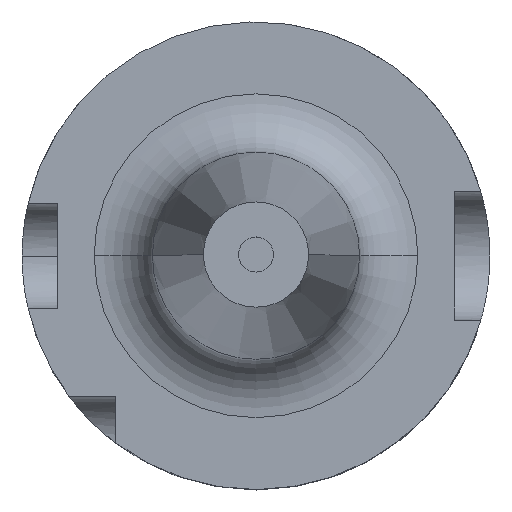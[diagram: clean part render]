
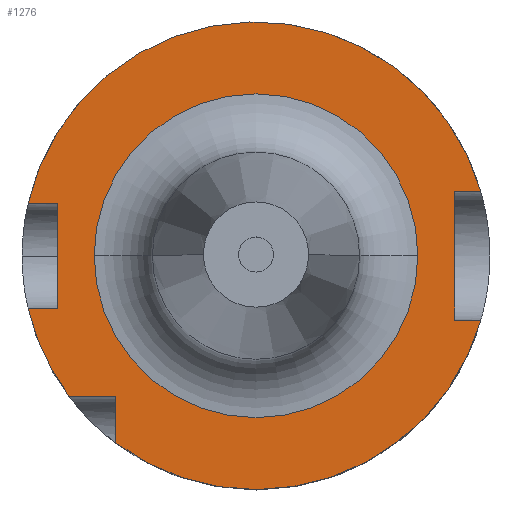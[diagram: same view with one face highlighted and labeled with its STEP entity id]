
A CAD part, top view. The second image highlights one B-rep face of the part: STEP entity #1276.
In plain terms, the highlighted planar face has unit normal (0, 0, 1).
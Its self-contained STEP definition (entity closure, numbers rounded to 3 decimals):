
#52 = FACE_OUTER_BOUND ( 'NONE', #2195, .T. ) ;
#61 = EDGE_CURVE ( 'NONE', #3013, #682, #2667, .T. ) ;
#75 = ORIENTED_EDGE ( 'NONE', *, *, #1377, .F. ) ;
#204 = EDGE_CURVE ( 'NONE', #2757, #288, #3069, .T. ) ;
#239 = CARTESIAN_POINT ( 'NONE',  ( 19.229, -5.5, 20. ) ) ;
#243 = CARTESIAN_POINT ( 'NONE',  ( -16., -12., 20. ) ) ;
#251 = CARTESIAN_POINT ( 'NONE',  ( -19.487, 4.5, 20. ) ) ;
#288 = VERTEX_POINT ( 'NONE', #2553 ) ;
#297 = DIRECTION ( 'NONE',  ( -1., 0., 0. ) ) ;
#359 = VECTOR ( 'NONE', #902, 1000. ) ;
#361 = VERTEX_POINT ( 'NONE', #2376 ) ;
#402 = CARTESIAN_POINT ( 'NONE',  ( -27., -4.5, 20. ) ) ;
#427 = LINE ( 'NONE', #2361, #2782 ) ;
#430 = VECTOR ( 'NONE', #1611, 1000. ) ;
#437 = VERTEX_POINT ( 'NONE', #243 ) ;
#440 = ORIENTED_EDGE ( 'NONE', *, *, #3058, .F. ) ;
#452 = EDGE_LOOP ( 'NONE', ( #2879, #75 ) ) ;
#462 = AXIS2_PLACEMENT_3D ( 'NONE', #1724, #2935, #1267 ) ;
#463 = EDGE_CURVE ( 'NONE', #786, #1501, #2079, .T. ) ;
#558 = LINE ( 'NONE', #1420, #1056 ) ;
#595 = ORIENTED_EDGE ( 'NONE', *, *, #2933, .F. ) ;
#608 = VECTOR ( 'NONE', #1180, 1000. ) ;
#668 = LINE ( 'NONE', #1342, #2312 ) ;
#682 = VERTEX_POINT ( 'NONE', #2963 ) ;
#683 = DIRECTION ( 'NONE',  ( 0., 0., -1. ) ) ;
#694 = DIRECTION ( 'NONE',  ( -1., 0., 0. ) ) ;
#706 = LINE ( 'NONE', #1636, #359 ) ;
#717 = DIRECTION ( 'NONE',  ( -1., 0., 0. ) ) ;
#750 = DIRECTION ( 'NONE',  ( 0., 0., 1. ) ) ;
#784 = LINE ( 'NONE', #2548, #430 ) ;
#786 = VERTEX_POINT ( 'NONE', #2040 ) ;
#885 = CARTESIAN_POINT ( 'NONE',  ( 17., -5.5, 20. ) ) ;
#902 = DIRECTION ( 'NONE',  ( 0., -1., 0. ) ) ;
#963 = CIRCLE ( 'NONE', #2053, 20. ) ;
#1007 = CARTESIAN_POINT ( 'NONE',  ( 0., 0., 20. ) ) ;
#1009 = EDGE_CURVE ( 'NONE', #2682, #2757, #1341, .T. ) ;
#1025 = ORIENTED_EDGE ( 'NONE', *, *, #2398, .T. ) ;
#1043 = CARTESIAN_POINT ( 'NONE',  ( 13.844, 0., 20. ) ) ;
#1056 = VECTOR ( 'NONE', #3078, 1000. ) ;
#1113 = CARTESIAN_POINT ( 'NONE',  ( -12., -16., 20. ) ) ;
#1116 = DIRECTION ( 'NONE',  ( -1., 0., 0. ) ) ;
#1180 = DIRECTION ( 'NONE',  ( 1., 0., 0. ) ) ;
#1194 = CARTESIAN_POINT ( 'NONE',  ( 0., 20., 20. ) ) ;
#1227 = DIRECTION ( 'NONE',  ( 0., 0., 1. ) ) ;
#1228 = DIRECTION ( 'NONE',  ( 0., -1., 0. ) ) ;
#1262 = AXIS2_PLACEMENT_3D ( 'NONE', #1007, #750, #1463 ) ;
#1267 = DIRECTION ( 'NONE',  ( -1., 0., 0. ) ) ;
#1271 = DIRECTION ( 'NONE',  ( 0., 0., -1. ) ) ;
#1276 = ADVANCED_FACE ( 'NONE', ( #2960, #52 ), #2348, .F. ) ;
#1287 = ORIENTED_EDGE ( 'NONE', *, *, #1499, .T. ) ;
#1308 = CARTESIAN_POINT ( 'NONE',  ( 19.229, 5.5, 20. ) ) ;
#1329 = CIRCLE ( 'NONE', #462, 20. ) ;
#1339 = ORIENTED_EDGE ( 'NONE', *, *, #2089, .T. ) ;
#1341 = CIRCLE ( 'NONE', #2338, 20. ) ;
#1342 = CARTESIAN_POINT ( 'NONE',  ( -12., -12., 20. ) ) ;
#1349 = DIRECTION ( 'NONE',  ( 0., -1., 0. ) ) ;
#1377 = EDGE_CURVE ( 'NONE', #1501, #786, #2710, .T. ) ;
#1420 = CARTESIAN_POINT ( 'NONE',  ( 27., -5.5, 20. ) ) ;
#1463 = DIRECTION ( 'NONE',  ( -1., 0., 0. ) ) ;
#1472 = ORIENTED_EDGE ( 'NONE', *, *, #61, .F. ) ;
#1499 = EDGE_CURVE ( 'NONE', #437, #361, #3057, .T. ) ;
#1501 = VERTEX_POINT ( 'NONE', #1043 ) ;
#1526 = CARTESIAN_POINT ( 'NONE',  ( -22., -12., 20. ) ) ;
#1611 = DIRECTION ( 'NONE',  ( 1., 0., 0. ) ) ;
#1636 = CARTESIAN_POINT ( 'NONE',  ( -17., 4.5, 20. ) ) ;
#1724 = CARTESIAN_POINT ( 'NONE',  ( 0., 0., 20. ) ) ;
#1748 = ORIENTED_EDGE ( 'NONE', *, *, #2492, .T. ) ;
#1750 = DIRECTION ( 'NONE',  ( -1., 0., 0. ) ) ;
#1859 = CARTESIAN_POINT ( 'NONE',  ( 27., 5.5, 20. ) ) ;
#1880 = ORIENTED_EDGE ( 'NONE', *, *, #2620, .F. ) ;
#2040 = CARTESIAN_POINT ( 'NONE',  ( -13.844, 0., 20. ) ) ;
#2053 = AXIS2_PLACEMENT_3D ( 'NONE', #2160, #2138, #717 ) ;
#2079 = CIRCLE ( 'NONE', #1262, 13.844 ) ;
#2089 = EDGE_CURVE ( 'NONE', #2096, #2939, #558, .T. ) ;
#2096 = VERTEX_POINT ( 'NONE', #239 ) ;
#2138 = DIRECTION ( 'NONE',  ( 0., 0., -1. ) ) ;
#2160 = CARTESIAN_POINT ( 'NONE',  ( 0., 0., 20. ) ) ;
#2169 = VERTEX_POINT ( 'NONE', #2219 ) ;
#2195 = EDGE_LOOP ( 'NONE', ( #1880, #1287, #2496, #440, #1339, #595, #2627, #2993, #1025, #1748, #1472 ) ) ;
#2219 = CARTESIAN_POINT ( 'NONE',  ( -17., 4.5, 20. ) ) ;
#2312 = VECTOR ( 'NONE', #1349, 1000. ) ;
#2338 = AXIS2_PLACEMENT_3D ( 'NONE', #2449, #1271, #297 ) ;
#2348 = PLANE ( 'NONE',  #3042 ) ;
#2361 = CARTESIAN_POINT ( 'NONE',  ( 17., 5.5, 20. ) ) ;
#2376 = CARTESIAN_POINT ( 'NONE',  ( -12., -12., 20. ) ) ;
#2398 = EDGE_CURVE ( 'NONE', #2682, #2169, #784, .T. ) ;
#2446 = VECTOR ( 'NONE', #1116, 1000. ) ;
#2449 = CARTESIAN_POINT ( 'NONE',  ( 0., 0., 20. ) ) ;
#2459 = EDGE_CURVE ( 'NONE', #361, #2838, #668, .T. ) ;
#2471 = DIRECTION ( 'NONE',  ( 1., 0., 0. ) ) ;
#2492 = EDGE_CURVE ( 'NONE', #2169, #682, #706, .T. ) ;
#2496 = ORIENTED_EDGE ( 'NONE', *, *, #2459, .T. ) ;
#2540 = VECTOR ( 'NONE', #2471, 1000. ) ;
#2548 = CARTESIAN_POINT ( 'NONE',  ( -27., 4.5, 20. ) ) ;
#2553 = CARTESIAN_POINT ( 'NONE',  ( 17., 5.5, 20. ) ) ;
#2563 = AXIS2_PLACEMENT_3D ( 'NONE', #2894, #1227, #1750 ) ;
#2600 = CARTESIAN_POINT ( 'NONE',  ( -19.487, -4.5, 20. ) ) ;
#2620 = EDGE_CURVE ( 'NONE', #437, #3013, #963, .T. ) ;
#2627 = ORIENTED_EDGE ( 'NONE', *, *, #204, .F. ) ;
#2667 = LINE ( 'NONE', #402, #608 ) ;
#2682 = VERTEX_POINT ( 'NONE', #251 ) ;
#2710 = CIRCLE ( 'NONE', #2563, 13.844 ) ;
#2757 = VERTEX_POINT ( 'NONE', #1308 ) ;
#2782 = VECTOR ( 'NONE', #1228, 1000. ) ;
#2838 = VERTEX_POINT ( 'NONE', #1113 ) ;
#2879 = ORIENTED_EDGE ( 'NONE', *, *, #463, .F. ) ;
#2894 = CARTESIAN_POINT ( 'NONE',  ( 0., 0., 20. ) ) ;
#2933 = EDGE_CURVE ( 'NONE', #288, #2939, #427, .T. ) ;
#2935 = DIRECTION ( 'NONE',  ( 0., 0., -1. ) ) ;
#2939 = VERTEX_POINT ( 'NONE', #885 ) ;
#2960 = FACE_BOUND ( 'NONE', #452, .T. ) ;
#2963 = CARTESIAN_POINT ( 'NONE',  ( -17., -4.5, 20. ) ) ;
#2993 = ORIENTED_EDGE ( 'NONE', *, *, #1009, .F. ) ;
#3013 = VERTEX_POINT ( 'NONE', #2600 ) ;
#3042 = AXIS2_PLACEMENT_3D ( 'NONE', #1194, #683, #694 ) ;
#3057 = LINE ( 'NONE', #1526, #2540 ) ;
#3058 = EDGE_CURVE ( 'NONE', #2096, #2838, #1329, .T. ) ;
#3069 = LINE ( 'NONE', #1859, #2446 ) ;
#3078 = DIRECTION ( 'NONE',  ( -1., 0., 0. ) ) ;
